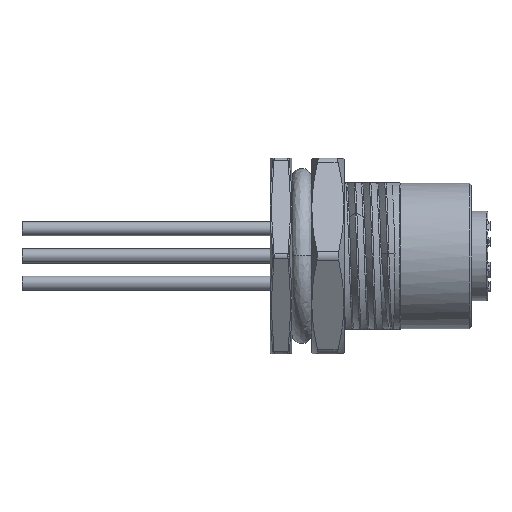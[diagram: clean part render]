
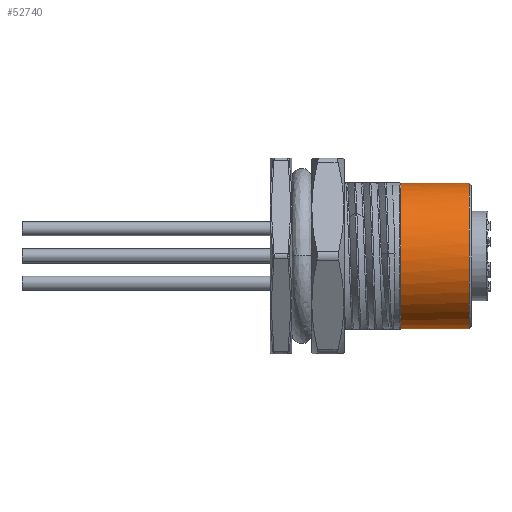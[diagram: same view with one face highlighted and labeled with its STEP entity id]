
A CAD part, front view. The second image highlights one B-rep face of the part: STEP entity #52740.
In plain terms, the highlighted cylindrical face has radius 6.7 mm (diameter 13.4 mm), a partial arc.
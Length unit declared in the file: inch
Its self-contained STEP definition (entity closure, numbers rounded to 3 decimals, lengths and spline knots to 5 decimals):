
#1055 = AXIS2_PLACEMENT_3D ( 'NONE', #38992, #34689, #30930 ) ;
#1827 = DIRECTION ( 'NONE',  ( 0., 0., -1. ) ) ;
#2326 = CARTESIAN_POINT ( 'NONE',  ( -0.00787, 0., 0. ) ) ;
#4573 = AXIS2_PLACEMENT_3D ( 'NONE', #2326, #10349, #1827 ) ;
#5035 = VECTOR ( 'NONE', #7267, 39.37008 ) ;
#5283 = EDGE_LOOP ( 'NONE', ( #51535, #32748, #39179, #44254, #11310 ) ) ;
#5752 = EDGE_CURVE ( 'NONE', #36968, #10423, #11285, .T. ) ;
#6012 = AXIS2_PLACEMENT_3D ( 'NONE', #25364, #49195, #28870 ) ;
#7054 = CARTESIAN_POINT ( 'NONE',  ( -0.25591, 0., -0.26378 ) ) ;
#7267 = DIRECTION ( 'NONE',  ( 1., 0., 0. ) ) ;
#7742 = CARTESIAN_POINT ( 'NONE',  ( -0.25722, -0.02144, 0.26313 ) ) ;
#7990 = CARTESIAN_POINT ( 'NONE',  ( -0.25591, -0.03217, 0.26181 ) ) ;
#10349 = DIRECTION ( 'NONE',  ( 1., 0., 0. ) ) ;
#10423 = VERTEX_POINT ( 'NONE', #22885 ) ;
#11285 = LINE ( 'NONE', #23300, #37421 ) ;
#11310 = ORIENTED_EDGE ( 'NONE', *, *, #27845, .F. ) ;
#16822 = CYLINDRICAL_SURFACE ( 'NONE', #6012, 0.26378 ) ;
#22885 = CARTESIAN_POINT ( 'NONE',  ( -0.00787, 0., -0.26378 ) ) ;
#23300 = CARTESIAN_POINT ( 'NONE',  ( -0.68209, 0., -0.26378 ) ) ;
#25364 = CARTESIAN_POINT ( 'NONE',  ( -0.68209, 0., 0. ) ) ;
#26689 = VERTEX_POINT ( 'NONE', #35732 ) ;
#27003 = B_SPLINE_CURVE_WITH_KNOTS ( 'NONE', 3,
 ( #7990, #7742, #39799, #48084 ),
 .UNSPECIFIED., .F., .F.,
 ( 4, 4 ),
 ( 0., 0.5 ),
 .UNSPECIFIED. ) ;
#27823 = DIRECTION ( 'NONE',  ( 1., 0., 0. ) ) ;
#27845 = EDGE_CURVE ( 'NONE', #34445, #10423, #42181, .T. ) ;
#28853 = VERTEX_POINT ( 'NONE', #32747 ) ;
#28870 = DIRECTION ( 'NONE',  ( 0., 0., -1. ) ) ;
#30930 = DIRECTION ( 'NONE',  ( 0., 0., -1. ) ) ;
#32747 = CARTESIAN_POINT ( 'NONE',  ( -0.25788, 0., 0.26378 ) ) ;
#32748 = ORIENTED_EDGE ( 'NONE', *, *, #41523, .F. ) ;
#33195 = EDGE_CURVE ( 'NONE', #26689, #36968, #47142, .T. ) ;
#34445 = VERTEX_POINT ( 'NONE', #50352 ) ;
#34689 = DIRECTION ( 'NONE',  ( 1., 0., 0. ) ) ;
#35594 = LINE ( 'NONE', #40134, #5035 ) ;
#35732 = CARTESIAN_POINT ( 'NONE',  ( -0.25591, -0.03217, 0.26181 ) ) ;
#36968 = VERTEX_POINT ( 'NONE', #7054 ) ;
#37421 = VECTOR ( 'NONE', #27823, 39.37008 ) ;
#38992 = CARTESIAN_POINT ( 'NONE',  ( -0.25591, 0., 0. ) ) ;
#39179 = ORIENTED_EDGE ( 'NONE', *, *, #33195, .T. ) ;
#39799 = CARTESIAN_POINT ( 'NONE',  ( -0.25788, -0.01072, 0.26379 ) ) ;
#40134 = CARTESIAN_POINT ( 'NONE',  ( -0.68209, 0., 0.26378 ) ) ;
#41523 = EDGE_CURVE ( 'NONE', #26689, #28853, #27003, .T. ) ;
#42181 = CIRCLE ( 'NONE', #4573, 0.26378 ) ;
#44254 = ORIENTED_EDGE ( 'NONE', *, *, #5752, .T. ) ;
#47142 = CIRCLE ( 'NONE', #1055, 0.26378 ) ;
#48005 = EDGE_CURVE ( 'NONE', #28853, #34445, #35594, .T. ) ;
#48084 = CARTESIAN_POINT ( 'NONE',  ( -0.25788, 0., 0.26378 ) ) ;
#49195 = DIRECTION ( 'NONE',  ( 1., 0., 0. ) ) ;
#49463 = FACE_OUTER_BOUND ( 'NONE', #5283, .T. ) ;
#50352 = CARTESIAN_POINT ( 'NONE',  ( -0.00787, 0., 0.26378 ) ) ;
#51535 = ORIENTED_EDGE ( 'NONE', *, *, #48005, .F. ) ;
#52740 = ADVANCED_FACE ( 'NONE', ( #49463 ), #16822, .T. ) ;
